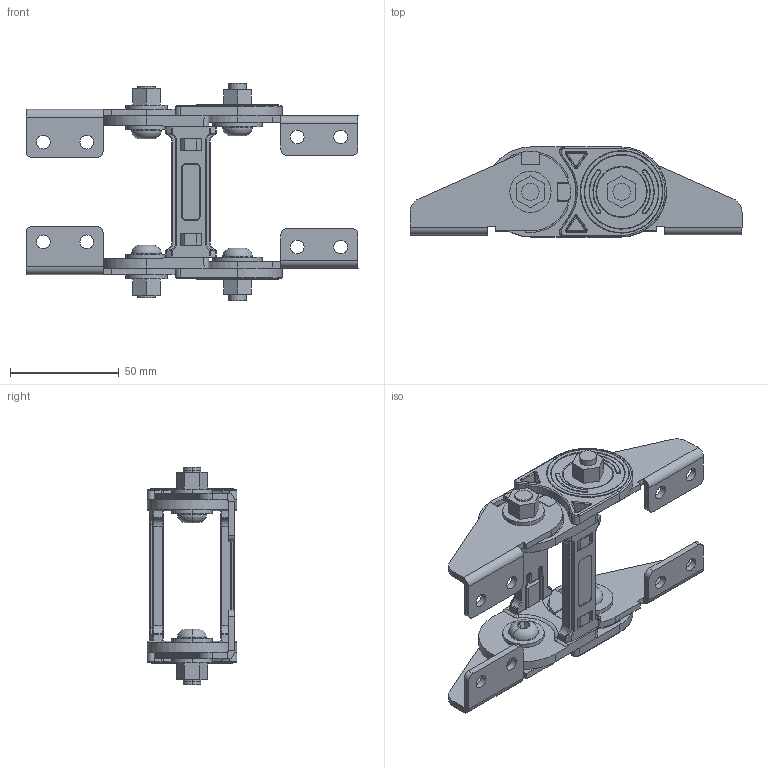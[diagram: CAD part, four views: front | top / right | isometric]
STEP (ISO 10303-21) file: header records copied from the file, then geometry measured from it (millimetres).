
FILE_DESCRIPTION (( 'STEP AP214' ), '1' );
FILE_NAME ('CK25-A060-METAL AYAK.STEP', '2019-09-16T09:31:23', ( '' ), ( '' ), 'SwSTEP 2.0', 'SolidWorks 2017', '' );
FILE_SCHEMA (( 'AUTOMOTIVE_DESIGN' ));
Length unit declared in the file: millimetre
Products named in the file (1): CK25-A060-METAL AYAK
Bounding box: 153 x 41.4 x 100.1 mm (x, y, z)
Volume: 48814.2 mm3; surface area: 63094.6 mm2
Topology: 22 solids, 24 shells, 1246 faces, 3024 edges, 1842 vertices
Faces by surface type: plane 508, cylinder 478, torus 114, bspline 102, sphere 40, cone 4
Entity records: 45195 total; most frequent: CARTESIAN_POINT 16277, ORIENTED_EDGE 5976, DIRECTION 5960, EDGE_CURVE 2988, AXIS2_PLACEMENT_3D 2197, VERTEX_POINT 1838, LINE 1566, VECTOR 1566
